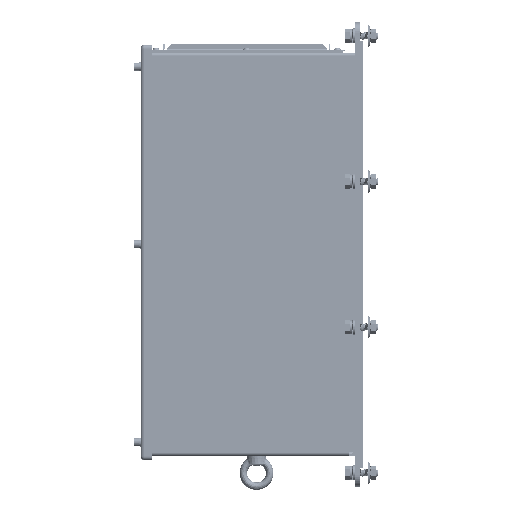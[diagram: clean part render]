
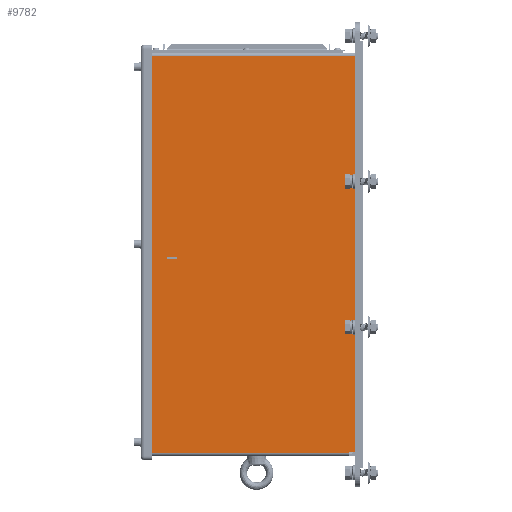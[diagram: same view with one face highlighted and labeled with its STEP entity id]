
A CAD part, left-side view. The second image highlights one B-rep face of the part: STEP entity #9782.
In plain terms, the highlighted planar face has unit normal (-1, 0, 0).
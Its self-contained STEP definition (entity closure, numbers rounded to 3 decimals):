
#6149=DIRECTION('',(0.,1.,0.));
#6150=VECTOR('',#6149,221.24);
#6151=CARTESIAN_POINT('',(-175.,0.,211.24));
#6152=LINE('',#6151,#6150);
#6243=DIRECTION('',(0.,0.,1.));
#6244=VECTOR('',#6243,25.44);
#6245=CARTESIAN_POINT('',(-175.,0.,-210.44));
#6246=LINE('',#6245,#6244);
#6251=DIRECTION('',(0.,1.,0.));
#6252=VECTOR('',#6251,2.1);
#6253=CARTESIAN_POINT('',(-175.,-2.1,185.));
#6254=LINE('',#6253,#6252);
#6255=DIRECTION('',(0.,0.,1.));
#6256=VECTOR('',#6255,10.);
#6257=CARTESIAN_POINT('',(-175.,-2.1,175.));
#6258=LINE('',#6257,#6256);
#6259=DIRECTION('',(0.,-1.,0.));
#6260=VECTOR('',#6259,2.1);
#6261=CARTESIAN_POINT('',(-175.,0.,175.));
#6262=LINE('',#6261,#6260);
#6263=DIRECTION('',(0.,1.,0.));
#6264=VECTOR('',#6263,2.1);
#6265=CARTESIAN_POINT('',(-175.,-2.1,5.));
#6266=LINE('',#6265,#6264);
#6267=DIRECTION('',(0.,0.,1.));
#6268=VECTOR('',#6267,10.);
#6269=CARTESIAN_POINT('',(-175.,-2.1,-5.));
#6270=LINE('',#6269,#6268);
#6271=DIRECTION('',(0.,-1.,0.));
#6272=VECTOR('',#6271,2.1);
#6273=CARTESIAN_POINT('',(-175.,0.,-5.));
#6274=LINE('',#6273,#6272);
#6275=DIRECTION('',(0.,1.,0.));
#6276=VECTOR('',#6275,2.1);
#6277=CARTESIAN_POINT('',(-175.,-2.1,-175.));
#6278=LINE('',#6277,#6276);
#6279=DIRECTION('',(0.,0.,1.));
#6280=VECTOR('',#6279,10.);
#6281=CARTESIAN_POINT('',(-175.,-2.1,-185.));
#6282=LINE('',#6281,#6280);
#6283=DIRECTION('',(0.,-1.,0.));
#6284=VECTOR('',#6283,2.1);
#6285=CARTESIAN_POINT('',(-175.,0.,-185.));
#6286=LINE('',#6285,#6284);
#6287=DIRECTION('',(0.,1.,0.));
#6288=VECTOR('',#6287,6.);
#6289=CARTESIAN_POINT('',(-175.,0.,-210.44));
#6290=LINE('',#6289,#6288);
#6291=DIRECTION('',(0.,0.,1.));
#6292=VECTOR('',#6291,0.8);
#6293=CARTESIAN_POINT('',(-175.,6.,-211.24));
#6294=LINE('',#6293,#6292);
#6295=DIRECTION('',(0.,1.,0.));
#6296=VECTOR('',#6295,10.4);
#6297=CARTESIAN_POINT('',(-175.,189.8,-5.2));
#6298=LINE('',#6297,#6296);
#6299=DIRECTION('',(0.,0.,-1.));
#6300=VECTOR('',#6299,2.28);
#6301=CARTESIAN_POINT('',(-175.,189.8,-2.92));
#6302=LINE('',#6301,#6300);
#6303=DIRECTION('',(0.,-1.,0.));
#6304=VECTOR('',#6303,10.4);
#6305=CARTESIAN_POINT('',(-175.,200.2,-2.92));
#6306=LINE('',#6305,#6304);
#6307=DIRECTION('',(0.,0.,1.));
#6308=VECTOR('',#6307,2.28);
#6309=CARTESIAN_POINT('',(-175.,200.2,-5.2));
#6310=LINE('',#6309,#6308);
#6311=DIRECTION('',(0.,0.,1.));
#6312=VECTOR('',#6311,26.24);
#6313=CARTESIAN_POINT('',(-175.,0.,185.));
#6314=LINE('',#6313,#6312);
#6335=DIRECTION('',(0.,0.,1.));
#6336=VECTOR('',#6335,170.);
#6337=CARTESIAN_POINT('',(-175.,0.,5.));
#6338=LINE('',#6337,#6336);
#6359=DIRECTION('',(0.,0.,1.));
#6360=VECTOR('',#6359,170.);
#6361=CARTESIAN_POINT('',(-175.,0.,-175.));
#6362=LINE('',#6361,#6360);
#6405=DIRECTION('',(0.,1.,0.));
#6406=VECTOR('',#6405,215.24);
#6407=CARTESIAN_POINT('',(-175.,6.,-211.24));
#6408=LINE('',#6407,#6406);
#7092=DIRECTION('',(0.,0.,1.));
#7093=VECTOR('',#7092,422.48);
#7094=CARTESIAN_POINT('',(-175.,221.24,-211.24));
#7095=LINE('',#7094,#7093);
#7478=CARTESIAN_POINT('',(-175.,0.,211.24));
#7480=VERTEX_POINT('',#7478);
#7530=CARTESIAN_POINT('',(-175.,221.24,211.24));
#7532=VERTEX_POINT('',#7530);
#7605=CARTESIAN_POINT('',(-175.,221.24,-211.24));
#7606=VERTEX_POINT('',#7605);
#7733=CARTESIAN_POINT('',(-175.,6.,-211.24));
#7734=CARTESIAN_POINT('',(-175.,6.,-210.44));
#7735=VERTEX_POINT('',#7733);
#7736=VERTEX_POINT('',#7734);
#7737=CARTESIAN_POINT('',(-175.,0.,-210.44));
#7738=VERTEX_POINT('',#7737);
#7853=CARTESIAN_POINT('',(-175.,0.,-185.));
#7854=CARTESIAN_POINT('',(-175.,-2.1,-185.));
#7855=VERTEX_POINT('',#7853);
#7856=VERTEX_POINT('',#7854);
#7857=CARTESIAN_POINT('',(-175.,-2.1,-175.));
#7858=VERTEX_POINT('',#7857);
#7859=CARTESIAN_POINT('',(-175.,0.,-175.));
#7860=VERTEX_POINT('',#7859);
#7861=CARTESIAN_POINT('',(-175.,0.,-5.));
#7862=CARTESIAN_POINT('',(-175.,-2.1,-5.));
#7863=VERTEX_POINT('',#7861);
#7864=VERTEX_POINT('',#7862);
#7865=CARTESIAN_POINT('',(-175.,-2.1,5.));
#7866=VERTEX_POINT('',#7865);
#7867=CARTESIAN_POINT('',(-175.,0.,5.));
#7868=VERTEX_POINT('',#7867);
#7869=CARTESIAN_POINT('',(-175.,0.,175.));
#7870=CARTESIAN_POINT('',(-175.,-2.1,175.));
#7871=VERTEX_POINT('',#7869);
#7872=VERTEX_POINT('',#7870);
#7873=CARTESIAN_POINT('',(-175.,-2.1,185.));
#7874=VERTEX_POINT('',#7873);
#7875=CARTESIAN_POINT('',(-175.,0.,185.));
#7876=VERTEX_POINT('',#7875);
#7901=CARTESIAN_POINT('',(-175.,189.8,-5.2));
#7902=CARTESIAN_POINT('',(-175.,200.2,-5.2));
#7903=VERTEX_POINT('',#7901);
#7904=VERTEX_POINT('',#7902);
#7905=CARTESIAN_POINT('',(-175.,200.2,-2.92));
#7906=VERTEX_POINT('',#7905);
#7907=CARTESIAN_POINT('',(-175.,189.8,-2.92));
#7908=VERTEX_POINT('',#7907);
#9732=CARTESIAN_POINT('',(-175.,0.,-215.));
#9733=DIRECTION('',(-1.,0.,0.));
#9734=DIRECTION('',(0.,0.,1.));
#9735=AXIS2_PLACEMENT_3D('',#9732,#9733,#9734);
#9736=PLANE('',#9735);
#9738=ORIENTED_EDGE('',*,*,#9737,.F.);
#9740=ORIENTED_EDGE('',*,*,#9739,.F.);
#9742=ORIENTED_EDGE('',*,*,#9741,.F.);
#9744=ORIENTED_EDGE('',*,*,#9743,.F.);
#9746=ORIENTED_EDGE('',*,*,#9745,.F.);
#9748=ORIENTED_EDGE('',*,*,#9747,.F.);
#9750=ORIENTED_EDGE('',*,*,#9749,.F.);
#9752=ORIENTED_EDGE('',*,*,#9751,.F.);
#9754=ORIENTED_EDGE('',*,*,#9753,.F.);
#9756=ORIENTED_EDGE('',*,*,#9755,.F.);
#9758=ORIENTED_EDGE('',*,*,#9757,.F.);
#9759=ORIENTED_EDGE('',*,*,#9723,.F.);
#9760=ORIENTED_EDGE('',*,*,#9713,.F.);
#9762=ORIENTED_EDGE('',*,*,#9761,.T.);
#9764=ORIENTED_EDGE('',*,*,#9763,.F.);
#9766=ORIENTED_EDGE('',*,*,#9765,.T.);
#9768=ORIENTED_EDGE('',*,*,#9767,.T.);
#9769=ORIENTED_EDGE('',*,*,#9618,.F.);
#9770=EDGE_LOOP('',(#9738,#9740,#9742,#9744,#9746,#9748,#9750,#9752,#9754,#9756,
#9758,#9759,#9760,#9762,#9764,#9766,#9768,#9769));
#9771=FACE_OUTER_BOUND('',#9770,.F.);
#9773=ORIENTED_EDGE('',*,*,#9772,.F.);
#9775=ORIENTED_EDGE('',*,*,#9774,.F.);
#9777=ORIENTED_EDGE('',*,*,#9776,.F.);
#9779=ORIENTED_EDGE('',*,*,#9778,.F.);
#9780=EDGE_LOOP('',(#9773,#9775,#9777,#9779));
#9781=FACE_BOUND('',#9780,.F.);
#9782=ADVANCED_FACE('',(#9771,#9781),#9736,.T.);
#9618=EDGE_CURVE('',#7480,#7532,#6152,.T.);
#9713=EDGE_CURVE('',#7738,#7855,#6246,.T.);
#9723=EDGE_CURVE('',#7855,#7856,#6286,.T.);
#9737=EDGE_CURVE('',#7876,#7480,#6314,.T.);
#9739=EDGE_CURVE('',#7874,#7876,#6254,.T.);
#9741=EDGE_CURVE('',#7872,#7874,#6258,.T.);
#9743=EDGE_CURVE('',#7871,#7872,#6262,.T.);
#9745=EDGE_CURVE('',#7868,#7871,#6338,.T.);
#9747=EDGE_CURVE('',#7866,#7868,#6266,.T.);
#9749=EDGE_CURVE('',#7864,#7866,#6270,.T.);
#9751=EDGE_CURVE('',#7863,#7864,#6274,.T.);
#9753=EDGE_CURVE('',#7860,#7863,#6362,.T.);
#9755=EDGE_CURVE('',#7858,#7860,#6278,.T.);
#9757=EDGE_CURVE('',#7856,#7858,#6282,.T.);
#9761=EDGE_CURVE('',#7738,#7736,#6290,.T.);
#9763=EDGE_CURVE('',#7735,#7736,#6294,.T.);
#9765=EDGE_CURVE('',#7735,#7606,#6408,.T.);
#9767=EDGE_CURVE('',#7606,#7532,#7095,.T.);
#9772=EDGE_CURVE('',#7903,#7904,#6298,.T.);
#9774=EDGE_CURVE('',#7908,#7903,#6302,.T.);
#9776=EDGE_CURVE('',#7906,#7908,#6306,.T.);
#9778=EDGE_CURVE('',#7904,#7906,#6310,.T.);
